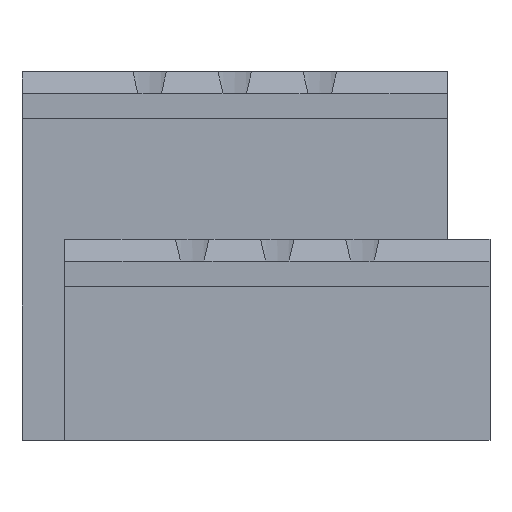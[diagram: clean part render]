
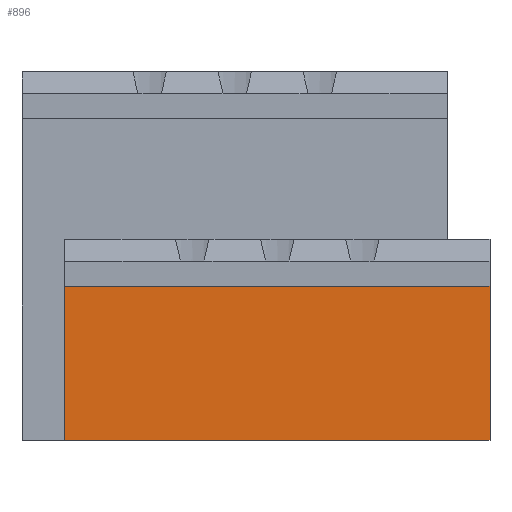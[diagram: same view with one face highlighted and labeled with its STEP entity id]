
A CAD part, front view. The second image highlights one B-rep face of the part: STEP entity #896.
In plain terms, the highlighted planar face has unit normal (0, -1, 0).
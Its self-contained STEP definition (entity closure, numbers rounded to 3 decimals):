
#896 = ADVANCED_FACE( '', ( #1898 ), #1899, .F. );
#1898 = FACE_OUTER_BOUND( '', #3054, .T. );
#1899 = PLANE( '', #3055 );
#3054 = EDGE_LOOP( '', ( #5308, #5309, #5310, #5311 ) );
#3055 = AXIS2_PLACEMENT_3D( '', #5312, #5313, #5314 );
#5308 = ORIENTED_EDGE( '', *, *, #7926, .F. );
#5309 = ORIENTED_EDGE( '', *, *, #7927, .F. );
#5310 = ORIENTED_EDGE( '', *, *, #7928, .F. );
#5311 = ORIENTED_EDGE( '', *, *, #7929, .F. );
#5312 = CARTESIAN_POINT( '', ( 0., -18.85, 0. ) );
#5313 = DIRECTION( '', ( 0., 1., 0. ) );
#5314 = DIRECTION( '', ( 0., 0., 1. ) );
#7926 = EDGE_CURVE( '', #9825, #9826, #9827, .T. );
#7927 = EDGE_CURVE( '', #9828, #9825, #9829, .T. );
#7928 = EDGE_CURVE( '', #9830, #9828, #9831, .T. );
#7929 = EDGE_CURVE( '', #9826, #9830, #9832, .T. );
#9825 = VERTEX_POINT( '', #12711 );
#9826 = VERTEX_POINT( '', #12712 );
#9827 = LINE( '', #12713, #12714 );
#9828 = VERTEX_POINT( '', #12715 );
#9829 = LINE( '', #12716, #12717 );
#9830 = VERTEX_POINT( '', #12718 );
#9831 = LINE( '', #12719, #12720 );
#9832 = LINE( '', #12721, #12722 );
#12711 = CARTESIAN_POINT( '', ( -10.16, -18.85, -11. ) );
#12712 = CARTESIAN_POINT( '', ( -10.16, -18.85, -1.8 ) );
#12713 = CARTESIAN_POINT( '', ( -10.16, -18.85, -11. ) );
#12714 = VECTOR( '', #14342, 1000. );
#12715 = CARTESIAN_POINT( '', ( 15.24, -18.85, -11. ) );
#12716 = CARTESIAN_POINT( '', ( 15.24, -18.85, -11. ) );
#12717 = VECTOR( '', #14343, 1000. );
#12718 = CARTESIAN_POINT( '', ( 15.24, -18.85, -1.8 ) );
#12719 = CARTESIAN_POINT( '', ( 15.24, -18.85, -1.8 ) );
#12720 = VECTOR( '', #14344, 1000. );
#12721 = CARTESIAN_POINT( '', ( -10.16, -18.85, -1.8 ) );
#12722 = VECTOR( '', #14345, 1000. );
#14342 = DIRECTION( '', ( 0., 0., 1. ) );
#14343 = DIRECTION( '', ( -1., 0., 0. ) );
#14344 = DIRECTION( '', ( 0., 0., -1. ) );
#14345 = DIRECTION( '', ( 1., 0., 0. ) );
